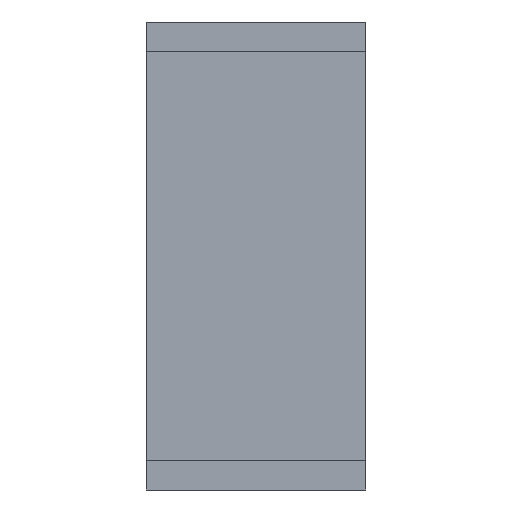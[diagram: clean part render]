
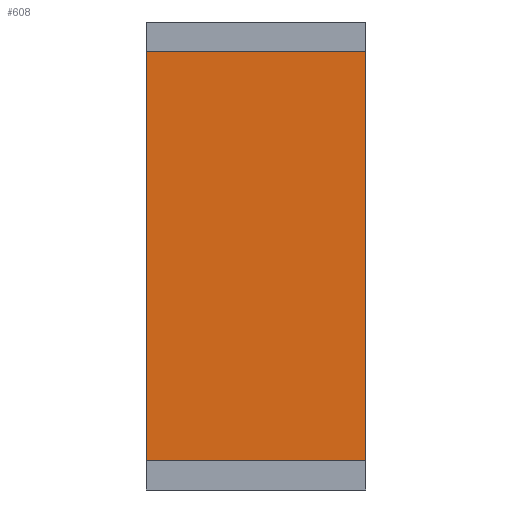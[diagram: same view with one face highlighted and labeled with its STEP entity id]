
A CAD part, left-side view. The second image highlights one B-rep face of the part: STEP entity #608.
In plain terms, the highlighted planar face has unit normal (-1, 0, 0).
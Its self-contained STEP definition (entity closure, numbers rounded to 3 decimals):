
#12 = ORIENTED_EDGE ( 'NONE', *, *, #410, .T. ) ;
#13 = PLANE ( 'NONE',  #425 ) ;
#24 = VERTEX_POINT ( 'NONE', #90 ) ;
#31 = VECTOR ( 'NONE', #578, 1000. ) ;
#38 = ORIENTED_EDGE ( 'NONE', *, *, #437, .T. ) ;
#76 = LINE ( 'NONE', #441, #31 ) ;
#77 = DIRECTION ( 'NONE',  ( 0., 0., -1. ) ) ;
#90 = CARTESIAN_POINT ( 'NONE',  ( -5., 0., 1.4 ) ) ;
#108 = VERTEX_POINT ( 'NONE', #615 ) ;
#127 = DIRECTION ( 'NONE',  ( 1., 0., 0. ) ) ;
#136 = DIRECTION ( 'NONE',  ( 0., -1., 0. ) ) ;
#147 = DIRECTION ( 'NONE',  ( 0., 0., 1. ) ) ;
#151 = EDGE_CURVE ( 'NONE', #307, #564, #543, .T. ) ;
#210 = CARTESIAN_POINT ( 'NONE',  ( -5., 1.5, 1.4 ) ) ;
#223 = LINE ( 'NONE', #224, #540 ) ;
#224 = CARTESIAN_POINT ( 'NONE',  ( -5., 1.5, -1.4 ) ) ;
#225 = CARTESIAN_POINT ( 'NONE',  ( -5., 1.5, 1.6 ) ) ;
#265 = LINE ( 'NONE', #486, #361 ) ;
#267 = VECTOR ( 'NONE', #369, 1000. ) ;
#307 = VERTEX_POINT ( 'NONE', #575 ) ;
#342 = ORIENTED_EDGE ( 'NONE', *, *, #151, .F. ) ;
#356 = EDGE_CURVE ( 'NONE', #307, #108, #223, .T. ) ;
#361 = VECTOR ( 'NONE', #147, 1000. ) ;
#369 = DIRECTION ( 'NONE',  ( 0., 0., 1. ) ) ;
#410 = EDGE_CURVE ( 'NONE', #108, #24, #265, .T. ) ;
#425 = AXIS2_PLACEMENT_3D ( 'NONE', #225, #127, #77 ) ;
#437 = EDGE_CURVE ( 'NONE', #24, #564, #76, .T. ) ;
#441 = CARTESIAN_POINT ( 'NONE',  ( -5., 1.5, 1.4 ) ) ;
#486 = CARTESIAN_POINT ( 'NONE',  ( -5., 0., 1.6 ) ) ;
#493 = ORIENTED_EDGE ( 'NONE', *, *, #356, .T. ) ;
#520 = EDGE_LOOP ( 'NONE', ( #342, #493, #12, #38 ) ) ;
#522 = CARTESIAN_POINT ( 'NONE',  ( -5., 1.5, 1.6 ) ) ;
#532 = FACE_OUTER_BOUND ( 'NONE', #520, .T. ) ;
#540 = VECTOR ( 'NONE', #136, 1000. ) ;
#543 = LINE ( 'NONE', #522, #267 ) ;
#564 = VERTEX_POINT ( 'NONE', #210 ) ;
#575 = CARTESIAN_POINT ( 'NONE',  ( -5., 1.5, -1.4 ) ) ;
#578 = DIRECTION ( 'NONE',  ( 0., 1., 0. ) ) ;
#608 = ADVANCED_FACE ( 'NONE', ( #532 ), #13, .F. ) ;
#615 = CARTESIAN_POINT ( 'NONE',  ( -5., 0., -1.4 ) ) ;
